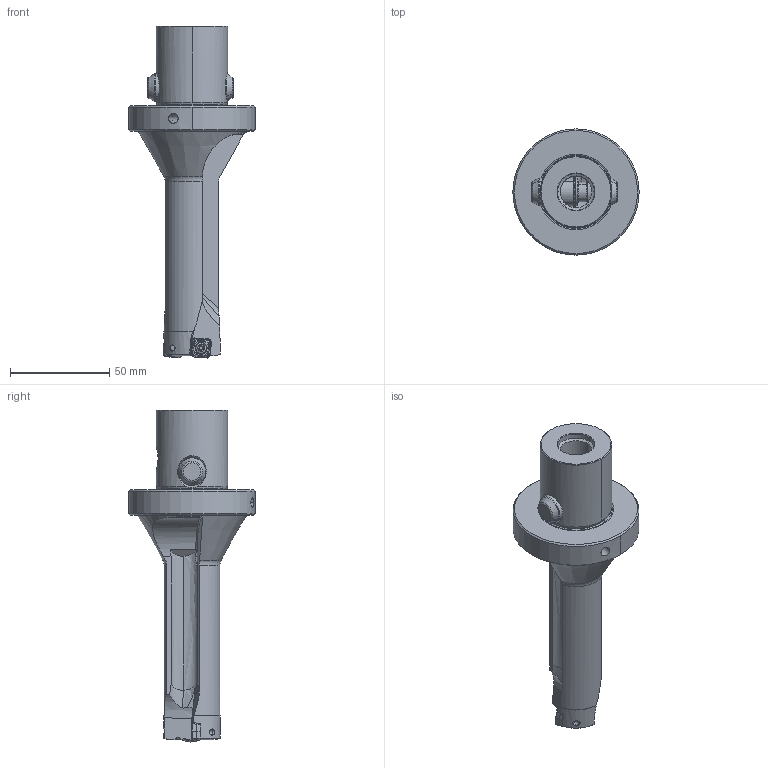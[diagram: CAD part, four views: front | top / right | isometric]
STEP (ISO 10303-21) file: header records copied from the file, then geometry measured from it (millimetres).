
FILE_DESCRIPTION(('no description'),'unknown implementation level');
FILE_NAME('83762E91-BF4A-406C-B995-719EEC0DF566_export.stp',' ',('CIMSOURCE GmbH'),('CADClick - KiM GmbH - www.kimweb.de'),'unknown preprocess','ACIS','unknown authorization');
FILE_SCHEMA(('automotive_design'));
Length unit declared in the file: millimetre
Products named in the file (9): 337.329 Kaiser WB 29-87 X CKS6|337.329 Kaiser WB 29-87 X CKS6_337.329-4;NONE; 337.329 Kaiser WB 29-87 X CKS6|337.329 Kaiser WB 29-87 X CKS6_337.329-3;NONE; 337.329 Kaiser WB 29-87 X CKS6|337.329 Kaiser WB 29-87 X CKS6_337.329-2;NONE; 337.329 Kaiser WB 29-87 X CKS6|337.329 Kaiser WB 29-87 X CKS6_337.329-1;NONE; 337.329 Kaiser WB 29-87 X CKS6|337.329 Kaiser WB 29-87 X CKS6_337.329;NONE; 337.329 Kaiser WB 29-87 X CKS6|694.136 Kaiser ETL M3,5 X 7,2 T10 IP 10S_Standard;NONE; 337.329 Kaiser WB 29-87 X CKS6|691.506 Kaiser ETL D14 X 43K_Standard|693.305 Sprengring_Standard;NONE; 337.329 Kaiser WB 29-87 X CKS6|691.506 Kaiser ETL D14 X 43K_Standard|691.526 Mitnehmerbolzen_Standard;NONE
Bounding box: 63.5 x 63.5 x 166.99 mm (x, y, z)
Volume: 124566.2 mm3; surface area: 33450.4 mm2
Topology: 9 solids, 9 shells, 638 faces, 1587 edges, 975 vertices
Faces by surface type: plane 278, cylinder 212, cone 72, torus 65, bspline 11
Entity records: 42186 total; most frequent: CARTESIAN_POINT 8908, DIRECTION 3234, STYLED_ITEM 3206, PRESENTATION_STYLE_ASSIGNMENT 3206, COLOUR_RGB 3206, ORIENTED_EDGE 3168, EDGE_CURVE 1584, CURVE_STYLE 1584
